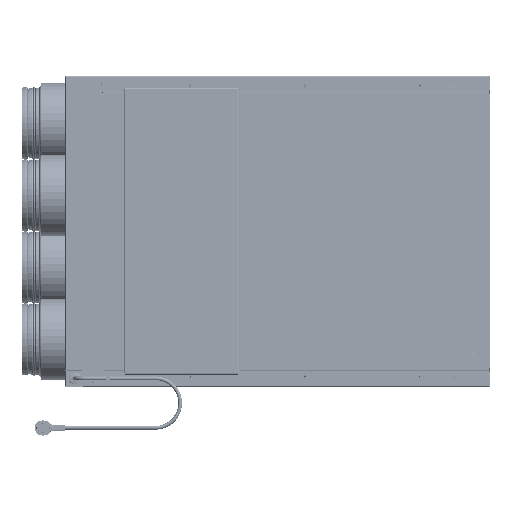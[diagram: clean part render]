
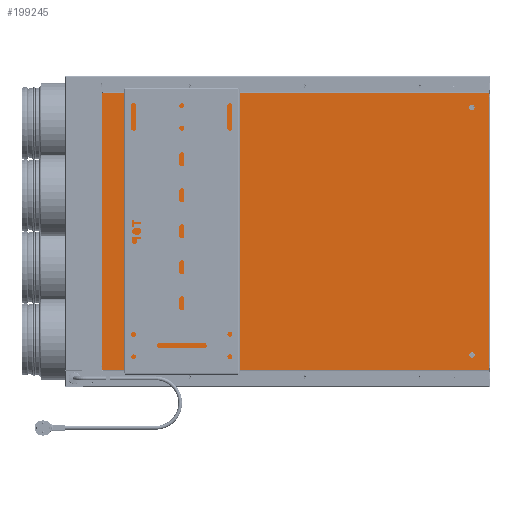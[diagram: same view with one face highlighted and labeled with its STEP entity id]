
A CAD part, left-side view. The second image highlights one B-rep face of the part: STEP entity #199245.
In plain terms, the highlighted planar face has unit normal (-1, 0, 0).
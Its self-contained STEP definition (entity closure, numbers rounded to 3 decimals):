
#72902=DIRECTION('',(0.,-1.,0.));
#72903=VECTOR('',#72902,860.);
#72904=CARTESIAN_POINT('',(-242.,820.,-307.5));
#72905=LINE('',#72904,#72903);
#72909=DIRECTION('',(0.,0.,-1.));
#72910=VECTOR('',#72909,615.);
#72911=CARTESIAN_POINT('',(-242.,820.,307.5));
#72912=LINE('',#72911,#72910);
#72916=DIRECTION('',(0.,1.,0.));
#72917=VECTOR('',#72916,860.);
#72918=CARTESIAN_POINT('',(-242.,-40.,307.5));
#72919=LINE('',#72918,#72917);
#72923=DIRECTION('',(0.,0.,1.));
#72924=VECTOR('',#72923,615.);
#72925=CARTESIAN_POINT('',(-242.,-40.,-307.5));
#72926=LINE('',#72925,#72924);
#72930=CARTESIAN_POINT('',(-242.,-2.,275.));
#72931=DIRECTION('',(1.,0.,0.));
#72932=DIRECTION('',(0.,-0.866,-0.5));
#72933=AXIS2_PLACEMENT_3D('',#72930,#72931,#72932);
#72938=CARTESIAN_POINT('',(-242.,-2.,275.));
#72939=DIRECTION('',(1.,0.,0.));
#72940=DIRECTION('',(0.,0.866,0.5));
#72941=AXIS2_PLACEMENT_3D('',#72938,#72939,#72940);
#72946=CARTESIAN_POINT('',(-242.,-2.,-275.));
#72947=DIRECTION('',(1.,0.,0.));
#72948=DIRECTION('',(0.,-0.866,-0.5));
#72949=AXIS2_PLACEMENT_3D('',#72946,#72947,#72948);
#72954=CARTESIAN_POINT('',(-242.,-2.,-275.));
#72955=DIRECTION('',(1.,0.,0.));
#72956=DIRECTION('',(0.,0.866,0.5));
#72957=AXIS2_PLACEMENT_3D('',#72954,#72955,#72956);
#107213=CARTESIAN_POINT('',(-242.,820.,-307.5));
#107214=CARTESIAN_POINT('',(-242.,-40.,-307.5));
#107215=VERTEX_POINT('',#107213);
#107216=VERTEX_POINT('',#107214);
#107217=CARTESIAN_POINT('',(-242.,-40.,307.5));
#107218=VERTEX_POINT('',#107217);
#107219=CARTESIAN_POINT('',(-242.,820.,307.5));
#107220=VERTEX_POINT('',#107219);
#114275=CARTESIAN_POINT('',(-242.,-7.11,272.05));
#114276=CARTESIAN_POINT('',(-242.,3.11,277.95));
#114277=VERTEX_POINT('',#114275);
#114278=VERTEX_POINT('',#114276);
#114303=CARTESIAN_POINT('',(-242.,-7.11,-277.95));
#114304=CARTESIAN_POINT('',(-242.,3.11,-272.05));
#114305=VERTEX_POINT('',#114303);
#114306=VERTEX_POINT('',#114304);
#199220=CARTESIAN_POINT('',(-242.,390.,0.));
#199221=DIRECTION('',(-1.,0.,0.));
#199222=DIRECTION('',(0.,0.,1.));
#199223=AXIS2_PLACEMENT_3D('',#199220,#199221,#199222);
#199224=PLANE('',#199223);
#199225=ORIENTED_EDGE('',*,*,#150156,.F.);
#199227=ORIENTED_EDGE('',*,*,#199226,.F.);
#199229=ORIENTED_EDGE('',*,*,#199228,.F.);
#199230=ORIENTED_EDGE('',*,*,#150537,.F.);
#199231=EDGE_LOOP('',(#199225,#199227,#199229,#199230));
#199232=FACE_OUTER_BOUND('',#199231,.F.);
#199234=ORIENTED_EDGE('',*,*,#199233,.F.);
#199236=ORIENTED_EDGE('',*,*,#199235,.F.);
#199237=EDGE_LOOP('',(#199234,#199236));
#199238=FACE_BOUND('',#199237,.F.);
#199240=ORIENTED_EDGE('',*,*,#199239,.F.);
#199242=ORIENTED_EDGE('',*,*,#199241,.F.);
#199243=EDGE_LOOP('',(#199240,#199242));
#199244=FACE_BOUND('',#199243,.F.);
#199245=ADVANCED_FACE('',(#199232,#199238,#199244),#199224,.T.);
#72934=CIRCLE('',#72933,5.9);
#72942=CIRCLE('',#72941,5.9);
#72950=CIRCLE('',#72949,5.9);
#72958=CIRCLE('',#72957,5.9);
#150156=EDGE_CURVE('',#107215,#107216,#72905,.T.);
#150537=EDGE_CURVE('',#107216,#107218,#72926,.T.);
#199226=EDGE_CURVE('',#107220,#107215,#72912,.T.);
#199228=EDGE_CURVE('',#107218,#107220,#72919,.T.);
#199233=EDGE_CURVE('',#114277,#114278,#72934,.T.);
#199235=EDGE_CURVE('',#114278,#114277,#72942,.T.);
#199239=EDGE_CURVE('',#114305,#114306,#72950,.T.);
#199241=EDGE_CURVE('',#114306,#114305,#72958,.T.);
